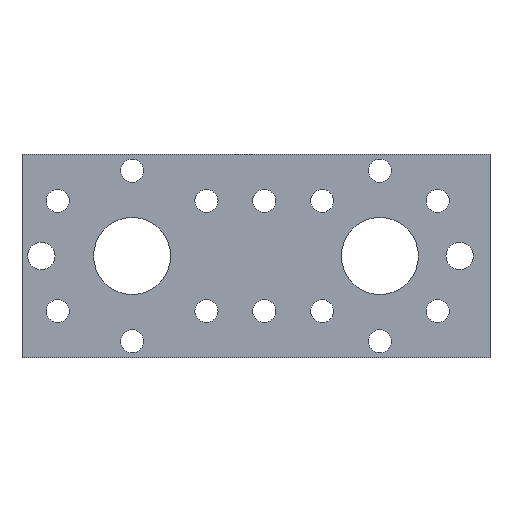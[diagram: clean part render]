
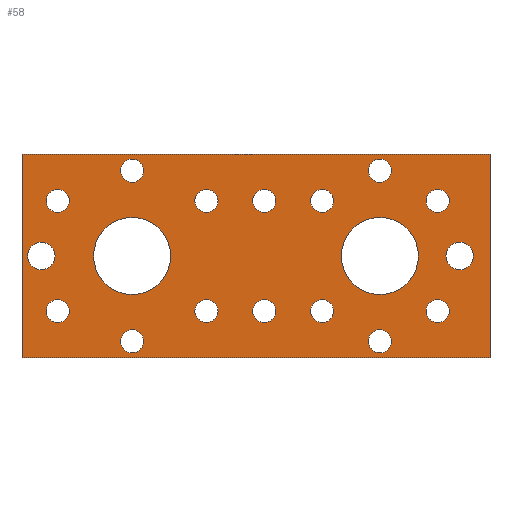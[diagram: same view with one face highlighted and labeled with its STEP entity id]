
A CAD part, top view. The second image highlights one B-rep face of the part: STEP entity #58.
In plain terms, the highlighted planar face has unit normal (0, 0, 1).
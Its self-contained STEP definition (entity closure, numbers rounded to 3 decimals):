
#58=ADVANCED_FACE('',(#146,#147,#148,#149,#150,#151,#152,#153,#154,#155,#156,#157,#158,#159,#160,#161,#162,#163,#164),#165,.T.);
#146=FACE_BOUND('',#279,.T.);
#147=FACE_BOUND('',#280,.T.);
#148=FACE_BOUND('',#281,.T.);
#149=FACE_BOUND('',#282,.T.);
#150=FACE_BOUND('',#283,.T.);
#151=FACE_BOUND('',#284,.T.);
#152=FACE_BOUND('',#285,.T.);
#153=FACE_BOUND('',#286,.T.);
#154=FACE_BOUND('',#287,.T.);
#155=FACE_BOUND('',#288,.T.);
#156=FACE_BOUND('',#289,.T.);
#157=FACE_BOUND('',#290,.T.);
#158=FACE_BOUND('',#291,.T.);
#159=FACE_BOUND('',#292,.T.);
#160=FACE_BOUND('',#293,.T.);
#161=FACE_BOUND('',#294,.T.);
#162=FACE_BOUND('',#295,.T.);
#163=FACE_BOUND('',#296,.T.);
#164=FACE_OUTER_BOUND('',#297,.T.);
#165=PLANE('',#298);
#279=EDGE_LOOP('',(#431));
#280=EDGE_LOOP('',(#432));
#281=EDGE_LOOP('',(#433));
#282=EDGE_LOOP('',(#434));
#283=EDGE_LOOP('',(#435));
#284=EDGE_LOOP('',(#436));
#285=EDGE_LOOP('',(#437));
#286=EDGE_LOOP('',(#438));
#287=EDGE_LOOP('',(#439));
#288=EDGE_LOOP('',(#440));
#289=EDGE_LOOP('',(#441));
#290=EDGE_LOOP('',(#442));
#291=EDGE_LOOP('',(#443));
#292=EDGE_LOOP('',(#444));
#293=EDGE_LOOP('',(#445));
#294=EDGE_LOOP('',(#446));
#295=EDGE_LOOP('',(#447));
#296=EDGE_LOOP('',(#448));
#297=EDGE_LOOP('',(#449,#450,#451,#452));
#298=AXIS2_PLACEMENT_3D('',#453,#454,#455);
#431=ORIENTED_EDGE('',*,*,#600,.F.);
#432=ORIENTED_EDGE('',*,*,#601,.F.);
#433=ORIENTED_EDGE('',*,*,#602,.F.);
#434=ORIENTED_EDGE('',*,*,#603,.F.);
#435=ORIENTED_EDGE('',*,*,#604,.F.);
#436=ORIENTED_EDGE('',*,*,#605,.F.);
#437=ORIENTED_EDGE('',*,*,#606,.F.);
#438=ORIENTED_EDGE('',*,*,#607,.F.);
#439=ORIENTED_EDGE('',*,*,#608,.F.);
#440=ORIENTED_EDGE('',*,*,#609,.F.);
#441=ORIENTED_EDGE('',*,*,#610,.F.);
#442=ORIENTED_EDGE('',*,*,#611,.F.);
#443=ORIENTED_EDGE('',*,*,#612,.F.);
#444=ORIENTED_EDGE('',*,*,#613,.F.);
#445=ORIENTED_EDGE('',*,*,#614,.F.);
#446=ORIENTED_EDGE('',*,*,#615,.F.);
#447=ORIENTED_EDGE('',*,*,#616,.F.);
#448=ORIENTED_EDGE('',*,*,#617,.F.);
#449=ORIENTED_EDGE('',*,*,#567,.T.);
#450=ORIENTED_EDGE('',*,*,#572,.T.);
#451=ORIENTED_EDGE('',*,*,#576,.T.);
#452=ORIENTED_EDGE('',*,*,#579,.T.);
#453=CARTESIAN_POINT('',(0.0,0.0,5.0));
#454=DIRECTION('',(0.0,0.0,1.0));
#455=DIRECTION('',(1.0,0.0,0.0));
#567=EDGE_CURVE('',#642,#640,#643,.T.);
#572=EDGE_CURVE('',#640,#648,#650,.T.);
#576=EDGE_CURVE('',#648,#654,#656,.T.);
#579=EDGE_CURVE('',#654,#642,#659,.T.);
#600=EDGE_CURVE('',#698,#698,#699,.T.);
#601=EDGE_CURVE('',#700,#700,#701,.T.);
#602=EDGE_CURVE('',#702,#702,#703,.T.);
#603=EDGE_CURVE('',#704,#704,#705,.T.);
#604=EDGE_CURVE('',#706,#706,#707,.T.);
#605=EDGE_CURVE('',#708,#708,#709,.T.);
#606=EDGE_CURVE('',#710,#710,#711,.T.);
#607=EDGE_CURVE('',#712,#712,#713,.T.);
#608=EDGE_CURVE('',#714,#714,#715,.T.);
#609=EDGE_CURVE('',#716,#716,#717,.T.);
#610=EDGE_CURVE('',#718,#718,#719,.T.);
#611=EDGE_CURVE('',#720,#720,#721,.T.);
#612=EDGE_CURVE('',#722,#722,#723,.T.);
#613=EDGE_CURVE('',#724,#724,#725,.T.);
#614=EDGE_CURVE('',#726,#726,#727,.T.);
#615=EDGE_CURVE('',#728,#728,#729,.T.);
#616=EDGE_CURVE('',#730,#730,#731,.T.);
#617=EDGE_CURVE('',#732,#732,#733,.T.);
#640=VERTEX_POINT('',#757);
#642=VERTEX_POINT('',#760);
#643=LINE('',#761,#762);
#648=VERTEX_POINT('',#769);
#650=LINE('',#772,#773);
#654=VERTEX_POINT('',#778);
#656=LINE('',#781,#782);
#659=LINE('',#786,#787);
#698=VERTEX_POINT('',#826);
#699=CIRCLE('',#827,2.1);
#700=VERTEX_POINT('',#828);
#701=CIRCLE('',#829,2.1);
#702=VERTEX_POINT('',#830);
#703=CIRCLE('',#831,2.1);
#704=VERTEX_POINT('',#832);
#705=CIRCLE('',#833,2.1);
#706=VERTEX_POINT('',#834);
#707=CIRCLE('',#835,2.1);
#708=VERTEX_POINT('',#836);
#709=CIRCLE('',#837,2.1);
#710=VERTEX_POINT('',#838);
#711=CIRCLE('',#839,2.1);
#712=VERTEX_POINT('',#840);
#713=CIRCLE('',#841,2.1);
#714=VERTEX_POINT('',#842);
#715=CIRCLE('',#843,2.1);
#716=VERTEX_POINT('',#844);
#717=CIRCLE('',#845,2.1);
#718=VERTEX_POINT('',#846);
#719=CIRCLE('',#847,2.1);
#720=VERTEX_POINT('',#848);
#721=CIRCLE('',#849,2.1);
#722=VERTEX_POINT('',#850);
#723=CIRCLE('',#851,2.1);
#724=VERTEX_POINT('',#852);
#725=CIRCLE('',#853,2.1);
#726=VERTEX_POINT('',#854);
#727=CIRCLE('',#855,7.0);
#728=VERTEX_POINT('',#856);
#729=CIRCLE('',#857,7.0);
#730=VERTEX_POINT('',#858);
#731=CIRCLE('',#859,2.5);
#732=VERTEX_POINT('',#860);
#733=CIRCLE('',#861,2.5);
#757=CARTESIAN_POINT('',(0.,37.0,5.0));
#760=CARTESIAN_POINT('',(85.0,37.0,5.0));
#761=CARTESIAN_POINT('',(42.5,37.0,5.0));
#762=VECTOR('',#882,1.0);
#769=CARTESIAN_POINT('',(0.,0.0,5.0));
#772=CARTESIAN_POINT('',(0.0,18.5,5.0));
#773=VECTOR('',#886,1.0);
#778=CARTESIAN_POINT('',(85.0,0.0,5.0));
#781=CARTESIAN_POINT('',(42.5,0.0,5.0));
#782=VECTOR('',#889,1.0);
#786=CARTESIAN_POINT('',(85.0,18.5,5.0));
#787=VECTOR('',#891,1.0);
#826=CARTESIAN_POINT('',(8.6,8.5,5.0));
#827=AXIS2_PLACEMENT_3D('',#946,#947,#948);
#828=CARTESIAN_POINT('',(35.6,8.5,5.0));
#829=AXIS2_PLACEMENT_3D('',#949,#950,#951);
#830=CARTESIAN_POINT('',(46.1,8.5,5.0));
#831=AXIS2_PLACEMENT_3D('',#952,#953,#954);
#832=CARTESIAN_POINT('',(56.6,8.5,5.0));
#833=AXIS2_PLACEMENT_3D('',#955,#956,#957);
#834=CARTESIAN_POINT('',(77.6,8.5,5.0));
#835=AXIS2_PLACEMENT_3D('',#958,#959,#960);
#836=CARTESIAN_POINT('',(77.6,28.5,5.0));
#837=AXIS2_PLACEMENT_3D('',#961,#962,#963);
#838=CARTESIAN_POINT('',(56.6,28.5,5.0));
#839=AXIS2_PLACEMENT_3D('',#964,#965,#966);
#840=CARTESIAN_POINT('',(46.1,28.5,5.0));
#841=AXIS2_PLACEMENT_3D('',#967,#968,#969);
#842=CARTESIAN_POINT('',(35.6,28.5,5.0));
#843=AXIS2_PLACEMENT_3D('',#970,#971,#972);
#844=CARTESIAN_POINT('',(8.6,28.5,5.0));
#845=AXIS2_PLACEMENT_3D('',#973,#974,#975);
#846=CARTESIAN_POINT('',(67.1,3.0,5.0));
#847=AXIS2_PLACEMENT_3D('',#976,#977,#978);
#848=CARTESIAN_POINT('',(67.1,34.0,5.0));
#849=AXIS2_PLACEMENT_3D('',#979,#980,#981);
#850=CARTESIAN_POINT('',(22.1,3.0,5.0));
#851=AXIS2_PLACEMENT_3D('',#982,#983,#984);
#852=CARTESIAN_POINT('',(22.1,34.0,5.0));
#853=AXIS2_PLACEMENT_3D('',#985,#986,#987);
#854=CARTESIAN_POINT('',(72.0,18.5,5.0));
#855=AXIS2_PLACEMENT_3D('',#988,#989,#990);
#856=CARTESIAN_POINT('',(27.0,18.5,5.0));
#857=AXIS2_PLACEMENT_3D('',#991,#992,#993);
#858=CARTESIAN_POINT('',(82.0,18.5,5.0));
#859=AXIS2_PLACEMENT_3D('',#994,#995,#996);
#860=CARTESIAN_POINT('',(6.0,18.5,5.0));
#861=AXIS2_PLACEMENT_3D('',#997,#998,#999);
#882=DIRECTION('',(-1.0,0.,0.0));
#886=DIRECTION('',(0.,-1.0,0.0));
#889=DIRECTION('',(1.0,0.0,0.0));
#891=DIRECTION('',(0.,1.0,0.0));
#946=CARTESIAN_POINT('',(6.5,8.5,5.0));
#947=DIRECTION('',(0.0,0.0,1.0));
#948=DIRECTION('',(1.0,0.0,0.0));
#949=CARTESIAN_POINT('',(33.5,8.5,5.0));
#950=DIRECTION('',(0.0,0.0,1.0));
#951=DIRECTION('',(1.0,0.0,0.0));
#952=CARTESIAN_POINT('',(44.0,8.5,5.0));
#953=DIRECTION('',(0.0,0.0,1.0));
#954=DIRECTION('',(1.0,0.0,0.0));
#955=CARTESIAN_POINT('',(54.5,8.5,5.0));
#956=DIRECTION('',(0.0,0.0,1.0));
#957=DIRECTION('',(1.0,0.0,0.0));
#958=CARTESIAN_POINT('',(75.5,8.5,5.0));
#959=DIRECTION('',(0.0,0.0,1.0));
#960=DIRECTION('',(1.0,0.0,0.0));
#961=CARTESIAN_POINT('',(75.5,28.5,5.0));
#962=DIRECTION('',(0.0,0.0,1.0));
#963=DIRECTION('',(1.0,0.0,0.0));
#964=CARTESIAN_POINT('',(54.5,28.5,5.0));
#965=DIRECTION('',(0.0,0.0,1.0));
#966=DIRECTION('',(1.0,0.0,0.0));
#967=CARTESIAN_POINT('',(44.0,28.5,5.0));
#968=DIRECTION('',(0.0,0.0,1.0));
#969=DIRECTION('',(1.0,0.0,0.0));
#970=CARTESIAN_POINT('',(33.5,28.5,5.0));
#971=DIRECTION('',(0.0,0.0,1.0));
#972=DIRECTION('',(1.0,0.0,0.0));
#973=CARTESIAN_POINT('',(6.5,28.5,5.0));
#974=DIRECTION('',(0.0,0.0,1.0));
#975=DIRECTION('',(1.0,0.0,0.0));
#976=CARTESIAN_POINT('',(65.0,3.0,5.0));
#977=DIRECTION('',(0.0,0.0,1.0));
#978=DIRECTION('',(1.0,0.0,0.0));
#979=CARTESIAN_POINT('',(65.0,34.0,5.0));
#980=DIRECTION('',(0.0,0.0,1.0));
#981=DIRECTION('',(1.0,0.0,0.0));
#982=CARTESIAN_POINT('',(20.0,3.0,5.0));
#983=DIRECTION('',(0.0,0.0,1.0));
#984=DIRECTION('',(1.0,0.0,0.0));
#985=CARTESIAN_POINT('',(20.0,34.0,5.0));
#986=DIRECTION('',(0.0,0.0,1.0));
#987=DIRECTION('',(1.0,0.0,0.0));
#988=CARTESIAN_POINT('',(65.0,18.5,5.0));
#989=DIRECTION('',(0.0,0.0,1.0));
#990=DIRECTION('',(1.0,0.0,0.0));
#991=CARTESIAN_POINT('',(20.0,18.5,5.0));
#992=DIRECTION('',(0.0,0.0,1.0));
#993=DIRECTION('',(1.0,0.0,0.0));
#994=CARTESIAN_POINT('',(79.5,18.5,5.0));
#995=DIRECTION('',(0.0,0.0,1.0));
#996=DIRECTION('',(1.0,0.0,0.0));
#997=CARTESIAN_POINT('',(3.5,18.5,5.0));
#998=DIRECTION('',(0.0,0.0,1.0));
#999=DIRECTION('',(1.0,0.0,0.0));
